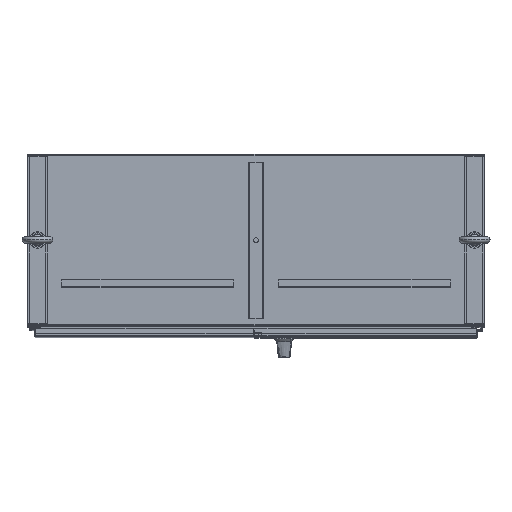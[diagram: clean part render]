
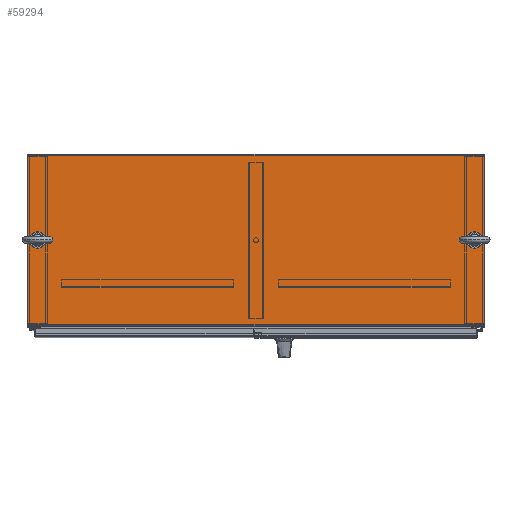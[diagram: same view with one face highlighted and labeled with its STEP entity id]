
A CAD part, top view. The second image highlights one B-rep face of the part: STEP entity #59294.
In plain terms, the highlighted planar face has unit normal (0, 0, 1).
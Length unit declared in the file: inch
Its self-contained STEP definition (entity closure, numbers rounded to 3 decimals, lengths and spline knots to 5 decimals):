
#4302 = EDGE_CURVE ( 'NONE', #91083, #42235, #64542, .T. ) ;
#4414 = VECTOR ( 'NONE', #36453, 39.37008 ) ;
#5804 = DIRECTION ( 'NONE',  ( 1., 0., 0. ) ) ;
#5932 = DIRECTION ( 'NONE',  ( 0., 0., -1. ) ) ;
#6344 = FACE_BOUND ( 'NONE', #30244, .T. ) ;
#6657 = EDGE_CURVE ( 'NONE', #42235, #54634, #71288, .T. ) ;
#7665 = CARTESIAN_POINT ( 'NONE',  ( 23.935, -8.9675, 72.06 ) ) ;
#8334 = CIRCLE ( 'NONE', #60990, 0.375 ) ;
#9417 = EDGE_CURVE ( 'NONE', #89603, #91083, #29349, .T. ) ;
#9774 = CIRCLE ( 'NONE', #57939, 0.375 ) ;
#14816 = FACE_BOUND ( 'NONE', #26367, .T. ) ;
#14924 = CARTESIAN_POINT ( 'NONE',  ( -23.31, 0.078, 72.06 ) ) ;
#15282 = DIRECTION ( 'NONE',  ( 0., 0., 1. ) ) ;
#18010 = DIRECTION ( 'NONE',  ( 0., 0., -1. ) ) ;
#18816 = ORIENTED_EDGE ( 'NONE', *, *, #69538, .T. ) ;
#19217 = CARTESIAN_POINT ( 'NONE',  ( 23.935, 8.9675, 72.06 ) ) ;
#20367 = VECTOR ( 'NONE', #49661, 39.37008 ) ;
#20880 = DIRECTION ( 'NONE',  ( 0., -1., 0. ) ) ;
#22646 = ORIENTED_EDGE ( 'NONE', *, *, #30221, .T. ) ;
#24697 = ORIENTED_EDGE ( 'NONE', *, *, #56005, .T. ) ;
#26107 = CIRCLE ( 'NONE', #38201, 0.375 ) ;
#26367 = EDGE_LOOP ( 'NONE', ( #30973, #24697 ) ) ;
#27370 = CARTESIAN_POINT ( 'NONE',  ( -23.935, 8.9675, 72.06 ) ) ;
#28316 = AXIS2_PLACEMENT_3D ( 'NONE', #72287, #15282, #64757 ) ;
#29349 = LINE ( 'NONE', #7665, #4414 ) ;
#30221 = EDGE_CURVE ( 'NONE', #61456, #43586, #86682, .T. ) ;
#30244 = EDGE_LOOP ( 'NONE', ( #22646, #18816 ) ) ;
#30973 = ORIENTED_EDGE ( 'NONE', *, *, #54879, .T. ) ;
#31701 = CARTESIAN_POINT ( 'NONE',  ( 22.935, 0.078, 72.06 ) ) ;
#32052 = VECTOR ( 'NONE', #20880, 39.37008 ) ;
#33441 = ORIENTED_EDGE ( 'NONE', *, *, #6657, .T. ) ;
#34704 = DIRECTION ( 'NONE',  ( 1., 0., 0. ) ) ;
#35048 = CARTESIAN_POINT ( 'NONE',  ( -23.935, -8.9675, 72.06 ) ) ;
#36453 = DIRECTION ( 'NONE',  ( 0., 1., 0. ) ) ;
#38201 = AXIS2_PLACEMENT_3D ( 'NONE', #76142, #56681, #5804 ) ;
#42235 = VERTEX_POINT ( 'NONE', #27370 ) ;
#42712 = ORIENTED_EDGE ( 'NONE', *, *, #69347, .T. ) ;
#43586 = VERTEX_POINT ( 'NONE', #90191 ) ;
#47683 = DIRECTION ( 'NONE',  ( 1., 0., 0. ) ) ;
#48673 = CARTESIAN_POINT ( 'NONE',  ( 23.935, -8.8245, 72.06 ) ) ;
#49317 = CARTESIAN_POINT ( 'NONE',  ( -22.935, 0.078, 72.06 ) ) ;
#49661 = DIRECTION ( 'NONE',  ( 1., 0., 0. ) ) ;
#50640 = FACE_OUTER_BOUND ( 'NONE', #53108, .T. ) ;
#53108 = EDGE_LOOP ( 'NONE', ( #71398, #72565, #33441, #42712 ) ) ;
#53365 = DIRECTION ( 'NONE',  ( 1., 0., 0. ) ) ;
#54634 = VERTEX_POINT ( 'NONE', #81370 ) ;
#54879 = EDGE_CURVE ( 'NONE', #86467, #86196, #26107, .T. ) ;
#56005 = EDGE_CURVE ( 'NONE', #86196, #86467, #9774, .T. ) ;
#56681 = DIRECTION ( 'NONE',  ( 0., 0., -1. ) ) ;
#57939 = AXIS2_PLACEMENT_3D ( 'NONE', #49317, #5932, #34704 ) ;
#58615 = CARTESIAN_POINT ( 'NONE',  ( 23.31, 0.078, 72.06 ) ) ;
#59294 = ADVANCED_FACE ( 'NONE', ( #50640, #6344, #14816 ), #85953, .T. ) ;
#60990 = AXIS2_PLACEMENT_3D ( 'NONE', #31701, #18010, #53365 ) ;
#61456 = VERTEX_POINT ( 'NONE', #58615 ) ;
#61767 = CARTESIAN_POINT ( 'NONE',  ( 22.935, 0.078, 72.06 ) ) ;
#64542 = LINE ( 'NONE', #65021, #66307 ) ;
#64757 = DIRECTION ( 'NONE',  ( 1., 0., 0. ) ) ;
#65021 = CARTESIAN_POINT ( 'NONE',  ( -23.935, 8.9675, 72.06 ) ) ;
#66307 = VECTOR ( 'NONE', #71609, 39.37008 ) ;
#69347 = EDGE_CURVE ( 'NONE', #54634, #89603, #85428, .T. ) ;
#69538 = EDGE_CURVE ( 'NONE', #43586, #61456, #8334, .T. ) ;
#71288 = LINE ( 'NONE', #35048, #32052 ) ;
#71398 = ORIENTED_EDGE ( 'NONE', *, *, #9417, .T. ) ;
#71609 = DIRECTION ( 'NONE',  ( -1., 0., 0. ) ) ;
#72287 = CARTESIAN_POINT ( 'NONE',  ( -23.935, -8.9675, 72.06 ) ) ;
#72565 = ORIENTED_EDGE ( 'NONE', *, *, #4302, .T. ) ;
#76114 = AXIS2_PLACEMENT_3D ( 'NONE', #61767, #90973, #47683 ) ;
#76142 = CARTESIAN_POINT ( 'NONE',  ( -22.935, 0.078, 72.06 ) ) ;
#78834 = CARTESIAN_POINT ( 'NONE',  ( -23.935, -8.8245, 72.06 ) ) ;
#81370 = CARTESIAN_POINT ( 'NONE',  ( -23.935, -8.8245, 72.06 ) ) ;
#81772 = CARTESIAN_POINT ( 'NONE',  ( -22.56, 0.078, 72.06 ) ) ;
#85428 = LINE ( 'NONE', #78834, #20367 ) ;
#85953 = PLANE ( 'NONE',  #28316 ) ;
#86196 = VERTEX_POINT ( 'NONE', #14924 ) ;
#86467 = VERTEX_POINT ( 'NONE', #81772 ) ;
#86682 = CIRCLE ( 'NONE', #76114, 0.375 ) ;
#89603 = VERTEX_POINT ( 'NONE', #48673 ) ;
#90191 = CARTESIAN_POINT ( 'NONE',  ( 22.56, 0.078, 72.06 ) ) ;
#90973 = DIRECTION ( 'NONE',  ( 0., 0., -1. ) ) ;
#91083 = VERTEX_POINT ( 'NONE', #19217 ) ;
